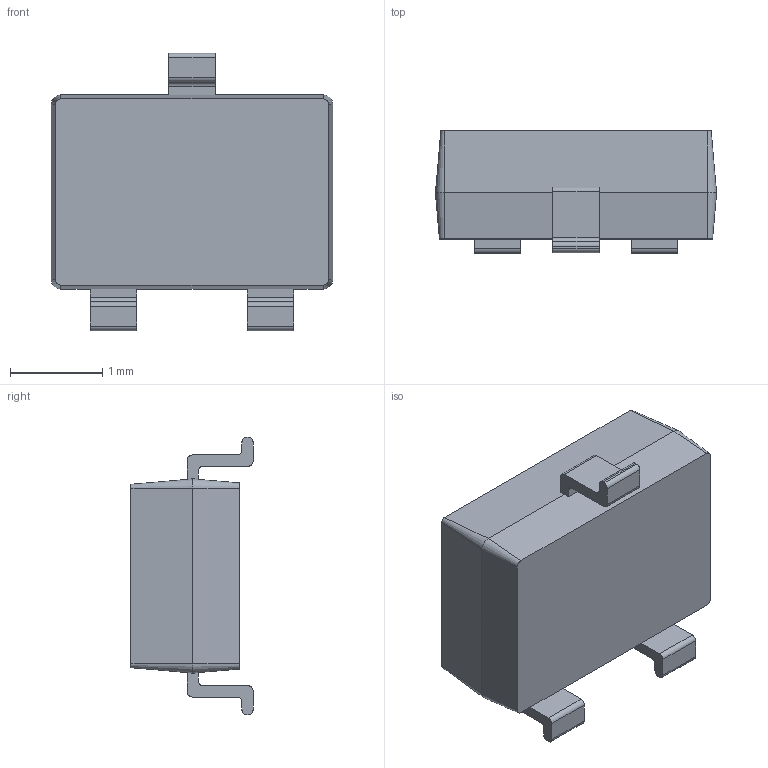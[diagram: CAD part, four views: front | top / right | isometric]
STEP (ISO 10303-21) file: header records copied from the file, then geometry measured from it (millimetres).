
FILE_DESCRIPTION (( 'STEP AP214' ), '1' );
FILE_NAME ('User Library-SOT-23W.STEP', '2013-07-28T09:47:26', ( 'Windows User' ), ( '' ), 'SwSTEP 2.0', 'SolidWorks 2013', '' );
FILE_SCHEMA (( 'AUTOMOTIVE_DESIGN' ));
Length unit declared in the file: millimetre
Products named in the file (1): User Library-SOT-23W
Bounding box: 3.04 x 1.32 x 3 mm (x, y, z)
Volume: 7.3 mm3; surface area: 27.1 mm2
Topology: 1 solids, 1 shells, 150 faces, 412 edges, 272 vertices
Faces by surface type: plane 81, bspline 43, cylinder 18, cone 8
Entity records: 8726 total; most frequent: CARTESIAN_POINT 3478, ORIENTED_EDGE 824, DIRECTION 590, EDGE_CURVE 412, LINE 278, VECTOR 278, VERTEX_POINT 272, EDGE_LOOP 158
